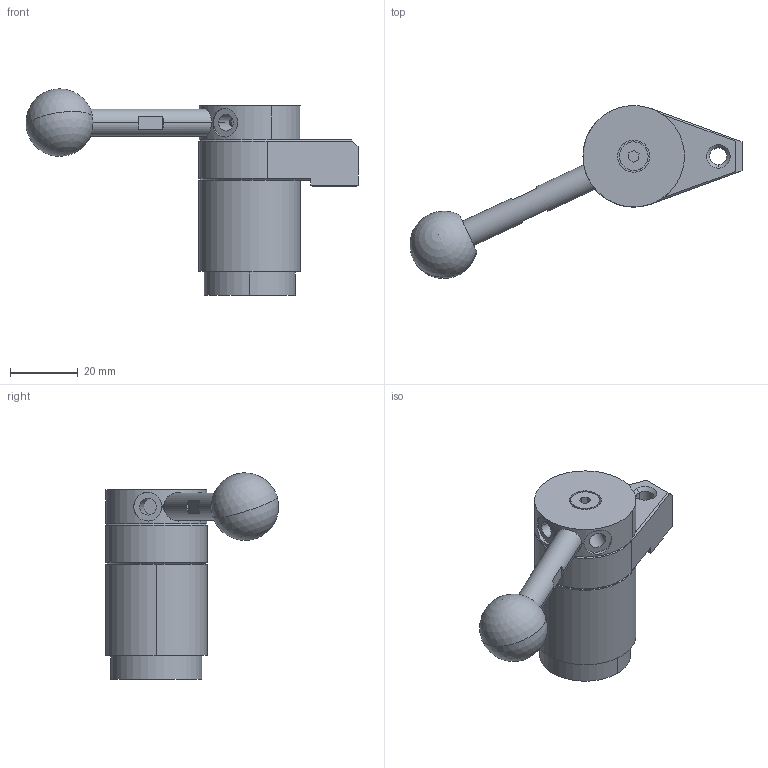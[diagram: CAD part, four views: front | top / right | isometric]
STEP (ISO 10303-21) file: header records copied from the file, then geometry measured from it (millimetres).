
FILE_DESCRIPTION (( 'STEP AP203' ), '1' );
FILE_NAME ('QLSW150L.STEP', '2023-08-24T00:57:53', ( '' ), ( '' ), 'SwSTEP 2.0', 'SolidWorks 2021', '' );
FILE_SCHEMA (( 'CONFIG_CONTROL_DESIGN' ));
Length unit declared in the file: millimetre
Products named in the file (6): QLSW150L_01; QLSW150L_04; QLSW150L_05; QLSW150L_03; QLSW150L_02; QLSW150L
Assembly tree (5 placements, depth 2):
  QLSW150L
    QLSW150L_01
    QLSW150L_02
    QLSW150L_03
    QLSW150L_04
    QLSW150L_05
Bounding box: 98.15 x 51.13 x 61 mm (x, y, z)
Volume: 41043.6 mm3; surface area: 19085.2 mm2
Topology: 5 solids, 5 shells, 120 faces, 268 edges, 172 vertices
Faces by surface type: plane 55, cylinder 52, cone 11, sphere 2
Entity records: 4155 total; most frequent: CARTESIAN_POINT 776, DIRECTION 629, ORIENTED_EDGE 526, EDGE_CURVE 263, AXIS2_PLACEMENT_3D 250, VERTEX_POINT 169, EDGE_LOOP 146, LINE 129
